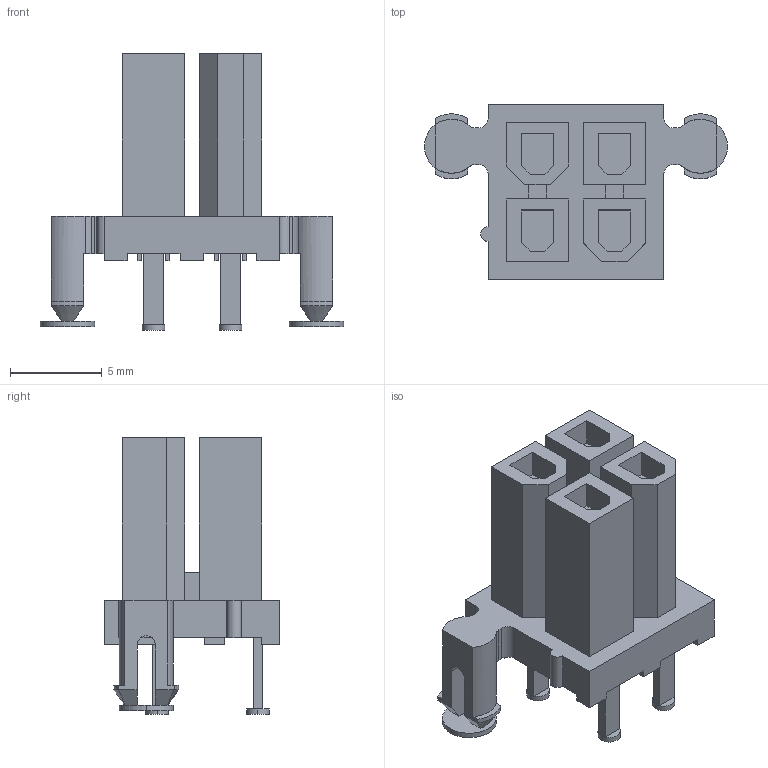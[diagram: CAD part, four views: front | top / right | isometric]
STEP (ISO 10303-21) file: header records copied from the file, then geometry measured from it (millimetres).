
FILE_DESCRIPTION (( 'STEP AP203' ), '1' );
FILE_NAME ('Molex MFJ 4 Way PCB mount Receptacle - 015243048.STEP', '2017-03-06T14:34:42', ( 'User' ), ( 'Hewlett-Packard Company' ), 'SwSTEP 2.0', 'SolidWorks 2006303', '' );
FILE_SCHEMA (( 'CONFIG_CONTROL_DESIGN' ));
Length unit declared in the file: millimetre
Products named in the file (1): Molex MFJ 4 Way PCB mount Receptacle - 015243048
Bounding box: 16.56 x 9.6 x 15.13 mm (x, y, z)
Volume: 634.9 mm3; surface area: 1010.2 mm2
Topology: 1 solids, 1 shells, 231 faces, 589 edges, 378 vertices
Faces by surface type: plane 195, cylinder 32, cone 4
Entity records: 6957 total; most frequent: CARTESIAN_POINT 1226, ORIENTED_EDGE 1178, DIRECTION 1136, EDGE_CURVE 589, VECTOR 488, LINE 488, VERTEX_POINT 378, AXIS2_PLACEMENT_3D 324
